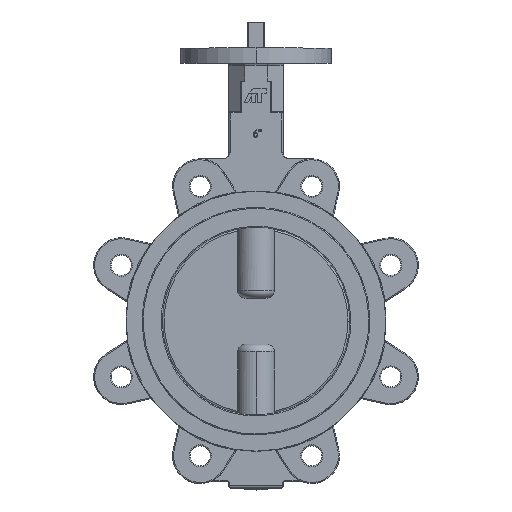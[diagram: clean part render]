
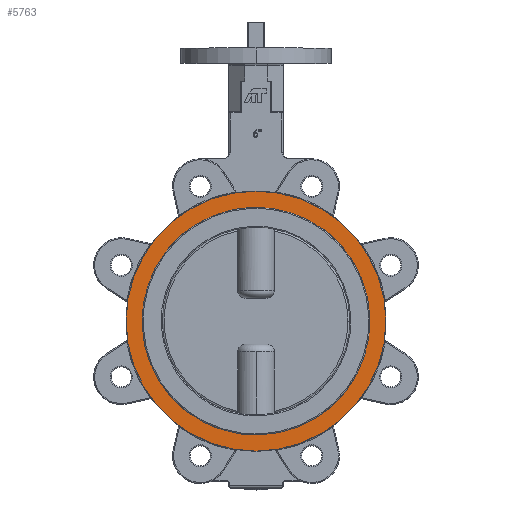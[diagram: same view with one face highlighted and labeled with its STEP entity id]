
A CAD part, top view. The second image highlights one B-rep face of the part: STEP entity #5763.
In plain terms, the highlighted planar face has unit normal (0, 0, 1).
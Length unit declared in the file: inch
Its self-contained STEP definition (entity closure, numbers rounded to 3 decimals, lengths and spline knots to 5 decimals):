
#80 = AXIS2_PLACEMENT_3D ( 'NONE', #5949, #3129, #8655 ) ;
#1261 = EDGE_LOOP ( 'NONE', ( #15785, #14007 ) ) ;
#1598 = VERTEX_POINT ( 'NONE', #8557 ) ;
#2228 = DIRECTION ( 'NONE',  ( 0., 0., 1. ) ) ;
#2360 = DIRECTION ( 'NONE',  ( 0., 0., 1. ) ) ;
#3026 = FACE_OUTER_BOUND ( 'NONE', #8341, .T. ) ;
#3129 = DIRECTION ( 'NONE',  ( 0., 0., 1. ) ) ;
#3831 = CARTESIAN_POINT ( 'NONE',  ( 0., 0., 1.097 ) ) ;
#3882 = CARTESIAN_POINT ( 'NONE',  ( 0., 0., 1.097 ) ) ;
#4480 = CARTESIAN_POINT ( 'NONE',  ( 4.235, 0., 1.097 ) ) ;
#4690 = CIRCLE ( 'NONE', #80, 3.7085 ) ;
#4789 = VERTEX_POINT ( 'NONE', #16111 ) ;
#5292 = ORIENTED_EDGE ( 'NONE', *, *, #8866, .T. ) ;
#5320 = EDGE_CURVE ( 'NONE', #4789, #1598, #10351, .T. ) ;
#5662 = DIRECTION ( 'NONE',  ( 0., 0., 1. ) ) ;
#5763 = ADVANCED_FACE ( 'NONE', ( #3026, #15978 ), #8062, .T. ) ;
#5949 = CARTESIAN_POINT ( 'NONE',  ( 0., 0., 1.097 ) ) ;
#6383 = DIRECTION ( 'NONE',  ( 1., 0., 0. ) ) ;
#8062 = PLANE ( 'NONE',  #13053 ) ;
#8243 = CIRCLE ( 'NONE', #8778, 4.235 ) ;
#8311 = CARTESIAN_POINT ( 'NONE',  ( 0., 0., 1.097 ) ) ;
#8341 = EDGE_LOOP ( 'NONE', ( #9420, #5292 ) ) ;
#8557 = CARTESIAN_POINT ( 'NONE',  ( -3.7085, 0., 1.097 ) ) ;
#8655 = DIRECTION ( 'NONE',  ( 1., 0., 0. ) ) ;
#8778 = AXIS2_PLACEMENT_3D ( 'NONE', #3882, #15310, #11727 ) ;
#8866 = EDGE_CURVE ( 'NONE', #14254, #13860, #8243, .T. ) ;
#9420 = ORIENTED_EDGE ( 'NONE', *, *, #14903, .T. ) ;
#9472 = EDGE_CURVE ( 'NONE', #1598, #4789, #4690, .T. ) ;
#10351 = CIRCLE ( 'NONE', #12518, 3.7085 ) ;
#11727 = DIRECTION ( 'NONE',  ( 1., 0., 0. ) ) ;
#12022 = CIRCLE ( 'NONE', #14190, 4.235 ) ;
#12518 = AXIS2_PLACEMENT_3D ( 'NONE', #3831, #2360, #6383 ) ;
#12719 = CARTESIAN_POINT ( 'NONE',  ( -4.235, 0., 1.097 ) ) ;
#13053 = AXIS2_PLACEMENT_3D ( 'NONE', #8311, #5662, #14618 ) ;
#13860 = VERTEX_POINT ( 'NONE', #12719 ) ;
#14007 = ORIENTED_EDGE ( 'NONE', *, *, #9472, .F. ) ;
#14190 = AXIS2_PLACEMENT_3D ( 'NONE', #15373, #2228, #16398 ) ;
#14254 = VERTEX_POINT ( 'NONE', #4480 ) ;
#14618 = DIRECTION ( 'NONE',  ( 1., 0., 0. ) ) ;
#14903 = EDGE_CURVE ( 'NONE', #13860, #14254, #12022, .T. ) ;
#15310 = DIRECTION ( 'NONE',  ( 0., 0., 1. ) ) ;
#15373 = CARTESIAN_POINT ( 'NONE',  ( 0., 0., 1.097 ) ) ;
#15785 = ORIENTED_EDGE ( 'NONE', *, *, #5320, .F. ) ;
#15978 = FACE_BOUND ( 'NONE', #1261, .T. ) ;
#16111 = CARTESIAN_POINT ( 'NONE',  ( 3.7085, 0., 1.097 ) ) ;
#16398 = DIRECTION ( 'NONE',  ( 1., 0., 0. ) ) ;
